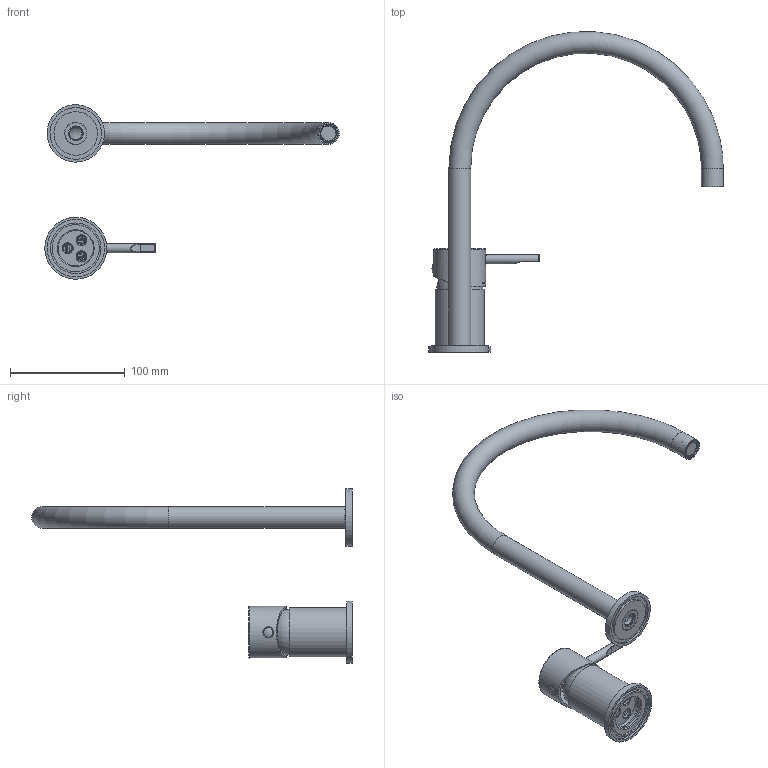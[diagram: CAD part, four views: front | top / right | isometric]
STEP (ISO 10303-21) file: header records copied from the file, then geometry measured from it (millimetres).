
FILE_DESCRIPTION (( 'STEP AP203' ), '1' );
FILE_NAME ('39P307200.STEP', '2024-11-08T08:06:54', ( '' ), ( '' ), 'SwSTEP 2.0', 'SolidWorks 2021', '' );
FILE_SCHEMA (( 'CONFIG_CONTROL_DESIGN' ));
Length unit declared in the file: millimetre
Products named in the file (1): 39P307200
Bounding box: 256.5 x 279.16 x 151.96 mm (x, y, z)
Volume: 93018.2 mm3; surface area: 103497.9 mm2
Topology: 8 solids, 8 shells, 313 faces, 719 edges, 434 vertices
Faces by surface type: plane 109, cylinder 98, bspline 39, cone 26, torus 22, sphere 19
Full cylindrical faces by diameter (mm): 4.2 x1, 5 x2, 6.8 x1, 7 x3, 8 x1, 9 x3, 9.5 x1, 11 x1, 12.955 x1, 13 x1, 13.485 x1, 14.5 x1, 15 x1, 15.173 x1, 15.5 x1, 16.5 x1, 16.75 x1, 17 x2, 19 x2, 19.45 x1, 30.5 x2, 31 x1, 35.2 x1, 35.8 x2, 37 x1, 38 x1, 40 x1, 41 x1, 43 x1, 44 x1
Entity records: 11861 total; most frequent: CARTESIAN_POINT 5390, DIRECTION 1344, ORIENTED_EDGE 1220, EDGE_CURVE 610, AXIS2_PLACEMENT_3D 559, EDGE_LOOP 427, VERTEX_POINT 409, FACE_OUTER_BOUND 366
